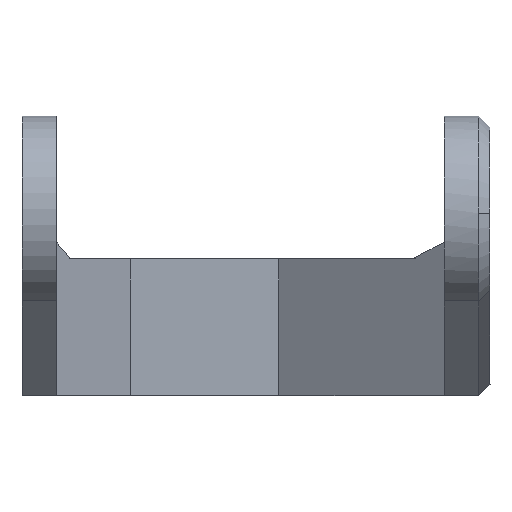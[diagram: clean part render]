
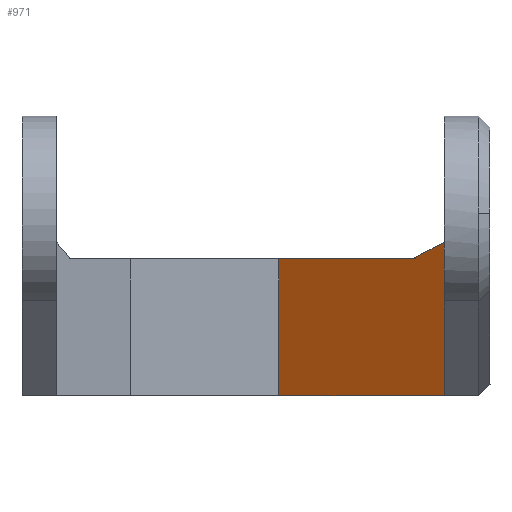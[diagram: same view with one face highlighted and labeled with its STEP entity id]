
A CAD part, left-side view. The second image highlights one B-rep face of the part: STEP entity #971.
In plain terms, the highlighted planar face has unit normal (-0.826, 0.564, 0).
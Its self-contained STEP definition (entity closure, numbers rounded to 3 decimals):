
#54 = CARTESIAN_POINT ( 'NONE',  ( 64.092, -47., -20. ) ) ;
#98 = CARTESIAN_POINT ( 'NONE',  ( 74., -32.5, 3. ) ) ;
#110 = VERTEX_POINT ( 'NONE', #853 ) ;
#112 = VECTOR ( 'NONE', #1236, 1000. ) ;
#116 = CARTESIAN_POINT ( 'NONE',  ( 64.092, -47., -20. ) ) ;
#118 = EDGE_CURVE ( 'NONE', #622, #839, #136, .T. ) ;
#136 = LINE ( 'NONE', #1147, #699 ) ;
#200 = LINE ( 'NONE', #1219, #364 ) ;
#213 = PLANE ( 'NONE',  #1039 ) ;
#277 = ORIENTED_EDGE ( 'NONE', *, *, #556, .T. ) ;
#293 = DIRECTION ( 'NONE',  ( 0.517, 0.756, -0.402 ) ) ;
#307 = ORIENTED_EDGE ( 'NONE', *, *, #438, .F. ) ;
#322 = VECTOR ( 'NONE', #856, 1000. ) ;
#364 = VECTOR ( 'NONE', #717, 1000. ) ;
#398 = DIRECTION ( 'NONE',  ( -0.826, 0.564, 0. ) ) ;
#421 = ORIENTED_EDGE ( 'NONE', *, *, #430, .T. ) ;
#430 = EDGE_CURVE ( 'NONE', #110, #835, #712, .T. ) ;
#433 = ORIENTED_EDGE ( 'NONE', *, *, #118, .F. ) ;
#438 = EDGE_CURVE ( 'NONE', #839, #1296, #200, .T. ) ;
#518 = DIRECTION ( 'NONE',  ( -0.564, -0.826, 0. ) ) ;
#523 = LINE ( 'NONE', #836, #112 ) ;
#556 = EDGE_CURVE ( 'NONE', #835, #1296, #523, .T. ) ;
#562 = LINE ( 'NONE', #54, #322 ) ;
#571 = EDGE_LOOP ( 'NONE', ( #277, #307, #433, #783, #421 ) ) ;
#619 = CARTESIAN_POINT ( 'NONE',  ( 64.092, -47., 4.483 ) ) ;
#622 = VERTEX_POINT ( 'NONE', #1067 ) ;
#638 = DIRECTION ( 'NONE',  ( 0.564, 0.826, 0. ) ) ;
#699 = VECTOR ( 'NONE', #638, 1000. ) ;
#712 = LINE ( 'NONE', #619, #721 ) ;
#717 = DIRECTION ( 'NONE',  ( 0., 0., 1. ) ) ;
#720 = FACE_OUTER_BOUND ( 'NONE', #571, .T. ) ;
#721 = VECTOR ( 'NONE', #293, 1000. ) ;
#783 = ORIENTED_EDGE ( 'NONE', *, *, #1120, .T. ) ;
#835 = VERTEX_POINT ( 'NONE', #1221 ) ;
#836 = CARTESIAN_POINT ( 'NONE',  ( 66., -44.208, 3. ) ) ;
#839 = VERTEX_POINT ( 'NONE', #1203 ) ;
#853 = CARTESIAN_POINT ( 'NONE',  ( 64.092, -47., 4.483 ) ) ;
#856 = DIRECTION ( 'NONE',  ( 0., 0., 1. ) ) ;
#971 = ADVANCED_FACE ( 'NONE', ( #720 ), #213, .T. ) ;
#1039 = AXIS2_PLACEMENT_3D ( 'NONE', #116, #398, #518 ) ;
#1067 = CARTESIAN_POINT ( 'NONE',  ( 64.092, -47., -9. ) ) ;
#1120 = EDGE_CURVE ( 'NONE', #622, #110, #562, .T. ) ;
#1147 = CARTESIAN_POINT ( 'NONE',  ( 64.092, -47., -9. ) ) ;
#1203 = CARTESIAN_POINT ( 'NONE',  ( 74., -32.5, -9. ) ) ;
#1219 = CARTESIAN_POINT ( 'NONE',  ( 74., -32.5, -20. ) ) ;
#1221 = CARTESIAN_POINT ( 'NONE',  ( 66., -44.208, 3. ) ) ;
#1236 = DIRECTION ( 'NONE',  ( 0.564, 0.826, 0. ) ) ;
#1296 = VERTEX_POINT ( 'NONE', #98 ) ;
